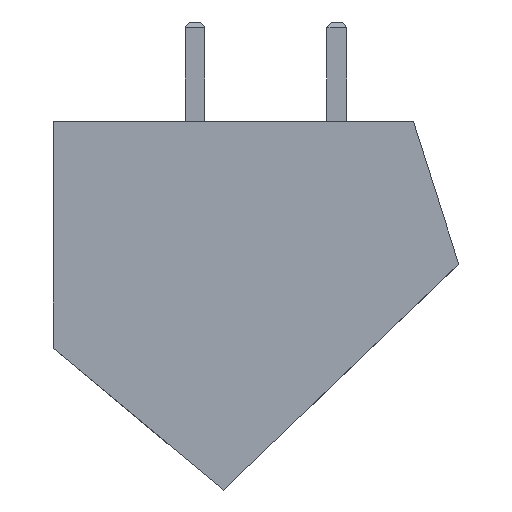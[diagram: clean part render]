
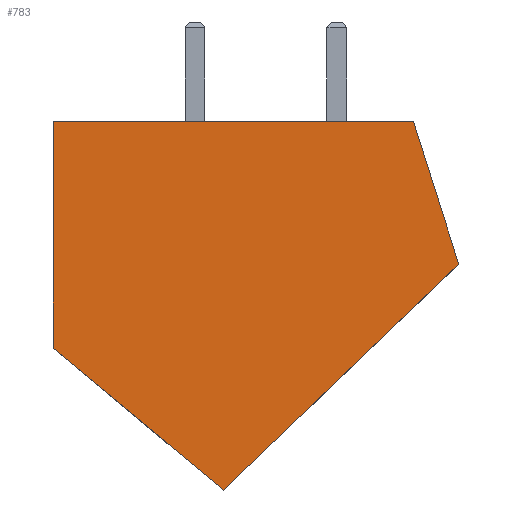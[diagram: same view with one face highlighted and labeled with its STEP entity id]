
A CAD part, left-side view. The second image highlights one B-rep face of the part: STEP entity #783.
In plain terms, the highlighted planar face has unit normal (-1, 0, 0).
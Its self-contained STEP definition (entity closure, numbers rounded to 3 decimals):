
#9 = VECTOR ( 'NONE', #1112, 1000. ) ;
#52 = DIRECTION ( 'NONE',  ( 0., -0.64, 0.768 ) ) ;
#62 = AXIS2_PLACEMENT_3D ( 'NONE', #925, #1176, #415 ) ;
#122 = CARTESIAN_POINT ( 'NONE',  ( -2.5, 5.04, -7.95 ) ) ;
#130 = CARTESIAN_POINT ( 'NONE',  ( -2.5, 13., 0.35 ) ) ;
#148 = VECTOR ( 'NONE', #1028, 1000. ) ;
#167 = CARTESIAN_POINT ( 'NONE',  ( -2.5, 13., 0.35 ) ) ;
#242 = LINE ( 'NONE', #122, #270 ) ;
#270 = VECTOR ( 'NONE', #671, 1000. ) ;
#293 = VECTOR ( 'NONE', #1098, 1000. ) ;
#302 = VERTEX_POINT ( 'NONE', #1010 ) ;
#312 = CARTESIAN_POINT ( 'NONE',  ( -2.5, 8., 6.35 ) ) ;
#320 = CARTESIAN_POINT ( 'NONE',  ( -2.5, 0., 6.35 ) ) ;
#327 = LINE ( 'NONE', #167, #9 ) ;
#392 = ORIENTED_EDGE ( 'NONE', *, *, #636, .F. ) ;
#415 = DIRECTION ( 'NONE',  ( 0., 0., 1. ) ) ;
#471 = VECTOR ( 'NONE', #52, 1000. ) ;
#474 = CARTESIAN_POINT ( 'NONE',  ( -2.5, 0., -6.35 ) ) ;
#542 = FACE_OUTER_BOUND ( 'NONE', #1217, .T. ) ;
#636 = EDGE_CURVE ( 'NONE', #680, #1440, #1665, .T. ) ;
#671 = DIRECTION ( 'NONE',  ( 0., 0.953, -0.303 ) ) ;
#674 = ORIENTED_EDGE ( 'NONE', *, *, #1250, .F. ) ;
#680 = VERTEX_POINT ( 'NONE', #959 ) ;
#691 = ORIENTED_EDGE ( 'NONE', *, *, #758, .F. ) ;
#758 = EDGE_CURVE ( 'NONE', #302, #680, #1157, .T. ) ;
#783 = ADVANCED_FACE ( 'NONE', ( #542 ), #1348, .T. ) ;
#843 = VERTEX_POINT ( 'NONE', #130 ) ;
#925 = CARTESIAN_POINT ( 'NONE',  ( -2.5, 0., 0. ) ) ;
#950 = VERTEX_POINT ( 'NONE', #1658 ) ;
#959 = CARTESIAN_POINT ( 'NONE',  ( -2.5, 0., 6.35 ) ) ;
#1010 = CARTESIAN_POINT ( 'NONE',  ( -2.5, 8., 6.35 ) ) ;
#1028 = DIRECTION ( 'NONE',  ( 0., -1., 0. ) ) ;
#1098 = DIRECTION ( 'NONE',  ( 0., 0., -1. ) ) ;
#1112 = DIRECTION ( 'NONE',  ( 0., 0.692, 0.722 ) ) ;
#1130 = CARTESIAN_POINT ( 'NONE',  ( -2.5, 0., 6.35 ) ) ;
#1157 = LINE ( 'NONE', #1130, #148 ) ;
#1176 = DIRECTION ( 'NONE',  ( -1., 0., 0. ) ) ;
#1217 = EDGE_LOOP ( 'NONE', ( #691, #674, #1367, #1524, #392 ) ) ;
#1250 = EDGE_CURVE ( 'NONE', #843, #302, #1413, .T. ) ;
#1348 = PLANE ( 'NONE',  #62 ) ;
#1367 = ORIENTED_EDGE ( 'NONE', *, *, #1655, .F. ) ;
#1413 = LINE ( 'NONE', #312, #471 ) ;
#1440 = VERTEX_POINT ( 'NONE', #474 ) ;
#1524 = ORIENTED_EDGE ( 'NONE', *, *, #1583, .F. ) ;
#1583 = EDGE_CURVE ( 'NONE', #1440, #950, #242, .T. ) ;
#1655 = EDGE_CURVE ( 'NONE', #950, #843, #327, .T. ) ;
#1658 = CARTESIAN_POINT ( 'NONE',  ( -2.5, 5.04, -7.95 ) ) ;
#1665 = LINE ( 'NONE', #320, #293 ) ;
